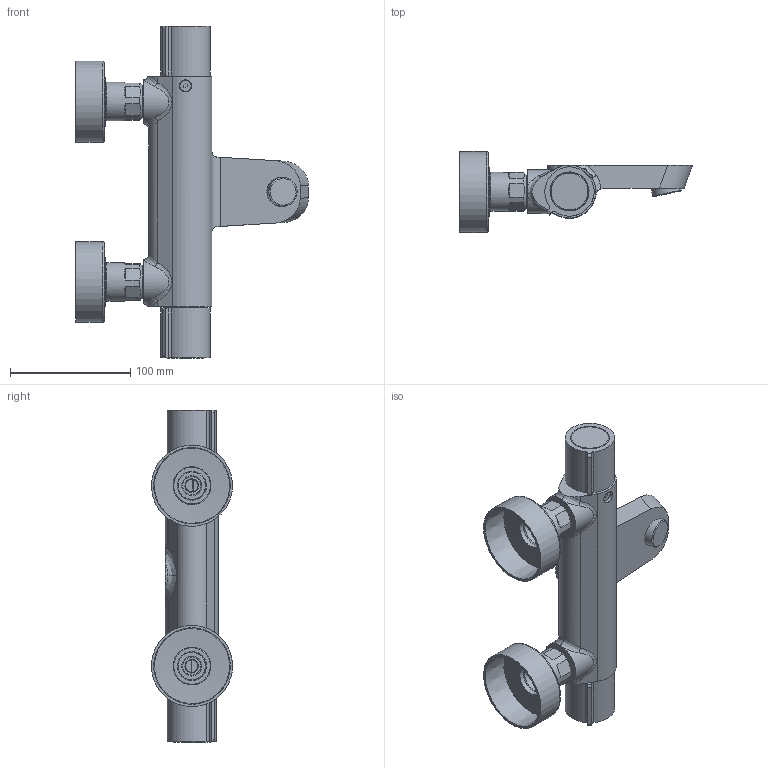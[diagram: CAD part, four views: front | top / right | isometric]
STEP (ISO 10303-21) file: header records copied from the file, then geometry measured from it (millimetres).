
FILE_DESCRIPTION (( 'STEP AP203' ), '1' );
FILE_NAME ('26CP04978.STEP', '2020-12-30T16:22:09', ( '' ), ( '' ), 'SwSTEP 2.0', 'SolidWorks 2018', '' );
FILE_SCHEMA (( 'CONFIG_CONTROL_DESIGN' ));
Length unit declared in the file: millimetre
Products named in the file (1): 26CP04978
Bounding box: 193.63 x 67.3 x 275.92 mm (x, y, z)
Volume: 295378.5 mm3; surface area: 180161.6 mm2
Topology: 16 solids, 16 shells, 936 faces, 2231 edges, 1367 vertices
Faces by surface type: plane 303, cylinder 280, bspline 250, cone 77, torus 18, sphere 8
Full cylindrical faces by diameter (mm): 3.1 x1, 4.5 x1, 4.65 x1, 5.8 x7, 6 x1, 9.8 x2, 10 x1, 10.1 x1, 15 x3, 16 x7, 16.4 x2, 17.6 x2, 17.8 x2, 18 x1, 19.5 x2, 20.5 x2, 21.25 x2, 21.3 x1, 22.4 x2, 22.5 x1, 23 x1, 23.2 x1, 23.8 x2, 24 x2, 24.088 x2, 24.2 x1, 24.4 x1, 24.5 x3, 25.6 x2, 28 x2
Entity records: 52482 total; most frequent: CARTESIAN_POINT 34679, ORIENTED_EDGE 4040, DIRECTION 2775, EDGE_CURVE 2020, VERTEX_POINT 1316, EDGE_LOOP 1158, AXIS2_PLACEMENT_3D 1109, FACE_OUTER_BOUND 1022
